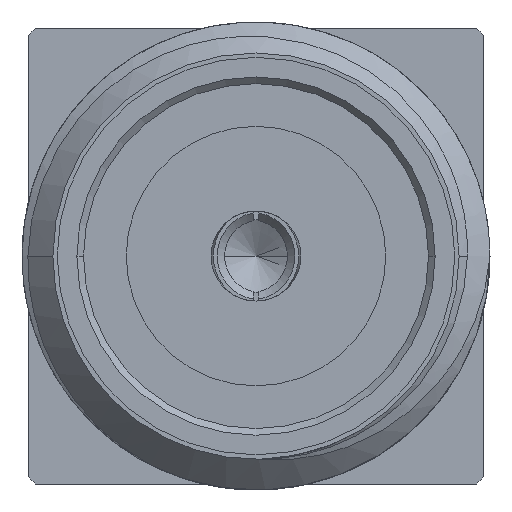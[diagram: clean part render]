
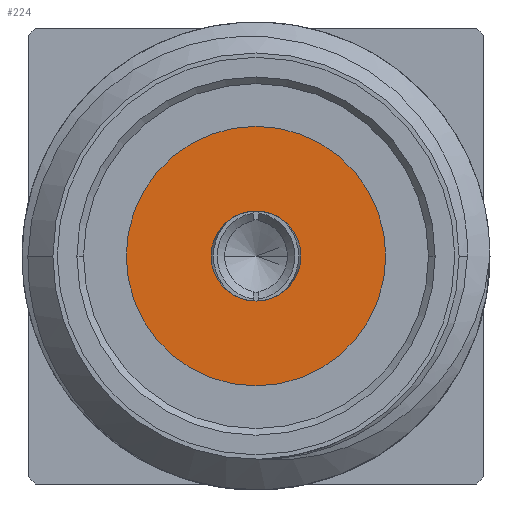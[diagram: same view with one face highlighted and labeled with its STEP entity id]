
A CAD part, left-side view. The second image highlights one B-rep face of the part: STEP entity #224.
In plain terms, the highlighted planar face has unit normal (-1, 0, 0).
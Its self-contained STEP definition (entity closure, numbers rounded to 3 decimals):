
#224=ADVANCED_FACE('NONE',(#496,#497),#498,.T.);
#496=FACE_OUTER_BOUND('',#2717,.T.);
#497=FACE_BOUND('',#2718,.T.);
#498=PLANE('',#2719);
#2717=EDGE_LOOP('',(#3319,#3320));
#2718=EDGE_LOOP('',(#3321,#3322));
#2719=AXIS2_PLACEMENT_3D('',#3323,#3324,#3325);
#3319=ORIENTED_EDGE('',*,*,#3833,.T.);
#3320=ORIENTED_EDGE('',*,*,#3976,.T.);
#3321=ORIENTED_EDGE('',*,*,#3844,.T.);
#3322=ORIENTED_EDGE('',*,*,#3967,.T.);
#3323=CARTESIAN_POINT('',(-223.952,156.655,0.0));
#3324=DIRECTION('',(-1.0,0.0,0.0));
#3325=DIRECTION('',(0.0,0.0,1.0));
#3833=EDGE_CURVE('NONE',#4214,#4218,#4220,.T.);
#3844=EDGE_CURVE('NONE',#4223,#4239,#4241,.T.);
#3967=EDGE_CURVE('NONE',#4239,#4223,#4424,.T.);
#3976=EDGE_CURVE('NONE',#4218,#4214,#4439,.T.);
#4214=VERTEX_POINT('NONE',#4830);
#4218=VERTEX_POINT('',#4835);
#4220=CIRCLE('',#4838,1.73);
#4223=VERTEX_POINT('NONE',#4841);
#4239=VERTEX_POINT('',#4898);
#4241=CIRCLE('',#4901,0.6);
#4424=CIRCLE('',#5573,0.6);
#4439=CIRCLE('',#5628,1.73);
#4830=CARTESIAN_POINT('',(-223.952,153.757,0.0));
#4835=CARTESIAN_POINT('',(-223.952,157.217,0.));
#4838=AXIS2_PLACEMENT_3D('',#6417,#6418,#6419);
#4841=CARTESIAN_POINT('',(-223.952,154.887,0.0));
#4898=CARTESIAN_POINT('',(-223.952,156.087,0.));
#4901=AXIS2_PLACEMENT_3D('',#6425,#6426,#6427);
#5573=AXIS2_PLACEMENT_3D('',#6556,#6557,#6558);
#5628=AXIS2_PLACEMENT_3D('',#6562,#6563,#6564);
#6417=CARTESIAN_POINT('',(-223.952,155.487,0.0));
#6418=DIRECTION('',(-1.0,0.0,0.0));
#6419=DIRECTION('',(0.0,1.0,0.0));
#6425=CARTESIAN_POINT('',(-223.952,155.487,0.0));
#6426=DIRECTION('',(1.0,0.0,0.0));
#6427=DIRECTION('',(0.0,1.0,0.0));
#6556=CARTESIAN_POINT('',(-223.952,155.487,0.0));
#6557=DIRECTION('',(1.0,0.0,0.0));
#6558=DIRECTION('',(0.0,1.0,0.0));
#6562=CARTESIAN_POINT('',(-223.952,155.487,0.0));
#6563=DIRECTION('',(-1.0,0.0,0.0));
#6564=DIRECTION('',(0.0,1.0,0.0));
